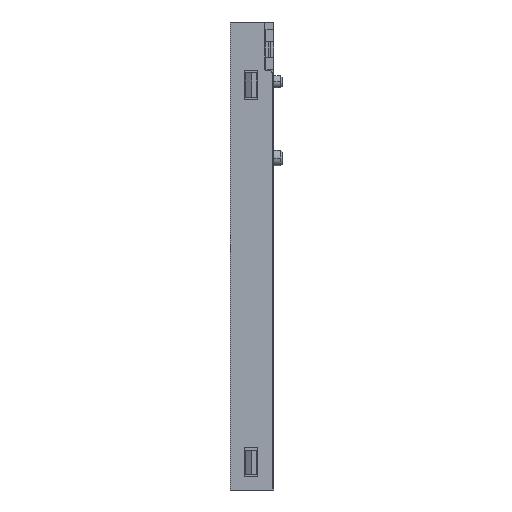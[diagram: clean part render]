
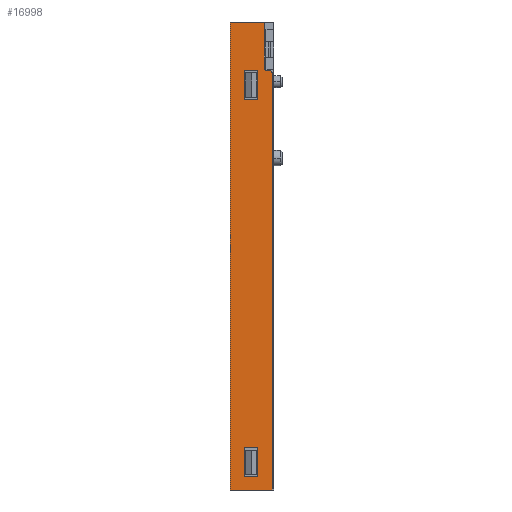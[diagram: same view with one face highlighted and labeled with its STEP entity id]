
A CAD part, left-side view. The second image highlights one B-rep face of the part: STEP entity #16998.
In plain terms, the highlighted planar face has unit normal (-1, 0, 0).
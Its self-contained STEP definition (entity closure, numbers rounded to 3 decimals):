
#76=DIRECTION('',(0.,1.,0.));
#77=VECTOR('',#76,2.1);
#78=CARTESIAN_POINT('',(-14.625,-0.575,0.));
#79=LINE('',#78,#77);
#1252=DIRECTION('',(0.,0.,1.));
#1253=VECTOR('',#1252,30.6);
#1254=CARTESIAN_POINT('',(-14.625,1.525,-30.6));
#1255=LINE('',#1254,#1253);
#5732=DIRECTION('',(0.,-1.,0.));
#5733=VECTOR('',#5732,2.75);
#5734=CARTESIAN_POINT('',(-14.625,1.525,-30.6));
#5735=LINE('',#5734,#5733);
#5780=DIRECTION('',(0.,0.,1.));
#5781=VECTOR('',#5780,1.9);
#5782=CARTESIAN_POINT('',(-14.625,0.575,-29.75));
#5783=LINE('',#5782,#5781);
#5784=DIRECTION('',(0.,1.,0.));
#5785=VECTOR('',#5784,0.85);
#5786=CARTESIAN_POINT('',(-14.625,-0.275,-29.75));
#5787=LINE('',#5786,#5785);
#5788=DIRECTION('',(0.,0.,-1.));
#5789=VECTOR('',#5788,1.9);
#5790=CARTESIAN_POINT('',(-14.625,-0.275,-27.85));
#5791=LINE('',#5790,#5789);
#5792=DIRECTION('',(0.,-1.,0.));
#5793=VECTOR('',#5792,0.85);
#5794=CARTESIAN_POINT('',(-14.625,0.575,-27.85));
#5795=LINE('',#5794,#5793);
#5796=DIRECTION('',(0.,1.,0.));
#5797=VECTOR('',#5796,0.85);
#5798=CARTESIAN_POINT('',(-14.625,-0.275,-5.075));
#5799=LINE('',#5798,#5797);
#5800=DIRECTION('',(0.,0.,-1.));
#5801=VECTOR('',#5800,1.9);
#5802=CARTESIAN_POINT('',(-14.625,-0.275,-3.175));
#5803=LINE('',#5802,#5801);
#5804=DIRECTION('',(0.,-1.,0.));
#5805=VECTOR('',#5804,0.85);
#5806=CARTESIAN_POINT('',(-14.625,0.575,-3.175));
#5807=LINE('',#5806,#5805);
#5808=DIRECTION('',(0.,0.,1.));
#5809=VECTOR('',#5808,1.9);
#5810=CARTESIAN_POINT('',(-14.625,0.575,-5.075));
#5811=LINE('',#5810,#5809);
#5812=CARTESIAN_POINT('',(-14.625,-0.575,-0.15));
#5813=DIRECTION('',(-1.,0.,0.));
#5814=DIRECTION('',(0.,-1.,0.));
#5815=AXIS2_PLACEMENT_3D('',#5812,#5813,#5814);
#5817=DIRECTION('',(0.,0.,1.));
#5818=VECTOR('',#5817,2.875);
#5819=CARTESIAN_POINT('',(-14.625,-0.725,-3.025));
#5820=LINE('',#5819,#5818);
#5821=CARTESIAN_POINT('',(-14.625,-0.875,-3.025));
#5822=DIRECTION('',(1.,0.,0.));
#5823=DIRECTION('',(0.,0.,-1.));
#5824=AXIS2_PLACEMENT_3D('',#5821,#5822,#5823);
#5826=DIRECTION('',(0.,1.,0.));
#5827=VECTOR('',#5826,0.2);
#5828=CARTESIAN_POINT('',(-14.625,-1.075,-3.175));
#5829=LINE('',#5828,#5827);
#5830=CARTESIAN_POINT('',(-14.625,-1.075,-3.325));
#5831=DIRECTION('',(-1.,0.,0.));
#5832=DIRECTION('',(0.,-1.,0.));
#5833=AXIS2_PLACEMENT_3D('',#5830,#5831,#5832);
#5835=DIRECTION('',(0.,0.,1.));
#5836=VECTOR('',#5835,27.275);
#5837=CARTESIAN_POINT('',(-14.625,-1.225,-30.6));
#5838=LINE('',#5837,#5836);
#7853=CARTESIAN_POINT('',(-14.625,1.525,-30.6));
#7854=VERTEX_POINT('',#7853);
#7855=CARTESIAN_POINT('',(-14.625,1.525,0.));
#7856=VERTEX_POINT('',#7855);
#8853=CARTESIAN_POINT('',(-14.625,-1.075,-3.175));
#8854=CARTESIAN_POINT('',(-14.625,-0.875,-3.175));
#8855=VERTEX_POINT('',#8853);
#8856=VERTEX_POINT('',#8854);
#8857=CARTESIAN_POINT('',(-14.625,-0.725,-3.025));
#8858=VERTEX_POINT('',#8857);
#8859=CARTESIAN_POINT('',(-14.625,-0.725,-0.15));
#8860=VERTEX_POINT('',#8859);
#8861=CARTESIAN_POINT('',(-14.625,-0.575,0.));
#8862=VERTEX_POINT('',#8861);
#8863=CARTESIAN_POINT('',(-14.625,-1.225,-30.6));
#8864=CARTESIAN_POINT('',(-14.625,-1.225,-3.325));
#8865=VERTEX_POINT('',#8863);
#8866=VERTEX_POINT('',#8864);
#8867=CARTESIAN_POINT('',(-14.625,-0.275,-5.075));
#8868=CARTESIAN_POINT('',(-14.625,0.575,-5.075));
#8869=VERTEX_POINT('',#8867);
#8870=VERTEX_POINT('',#8868);
#8871=CARTESIAN_POINT('',(-14.625,0.575,-3.175));
#8872=VERTEX_POINT('',#8871);
#8873=CARTESIAN_POINT('',(-14.625,-0.275,-3.175));
#8874=VERTEX_POINT('',#8873);
#8875=CARTESIAN_POINT('',(-14.625,0.575,-29.75));
#8876=CARTESIAN_POINT('',(-14.625,0.575,-27.85));
#8877=VERTEX_POINT('',#8875);
#8878=VERTEX_POINT('',#8876);
#8879=CARTESIAN_POINT('',(-14.625,-0.275,-27.85));
#8880=VERTEX_POINT('',#8879);
#8881=CARTESIAN_POINT('',(-14.625,-0.275,-29.75));
#8882=VERTEX_POINT('',#8881);
#16956=CARTESIAN_POINT('',(-14.625,1.325,-30.6));
#16957=DIRECTION('',(-1.,0.,0.));
#16958=DIRECTION('',(0.,0.,1.));
#16959=AXIS2_PLACEMENT_3D('',#16956,#16957,#16958);
#16960=PLANE('',#16959);
#16961=ORIENTED_EDGE('',*,*,#9644,.F.);
#16963=ORIENTED_EDGE('',*,*,#16962,.F.);
#16965=ORIENTED_EDGE('',*,*,#16964,.F.);
#16967=ORIENTED_EDGE('',*,*,#16966,.F.);
#16969=ORIENTED_EDGE('',*,*,#16968,.F.);
#16971=ORIENTED_EDGE('',*,*,#16970,.F.);
#16973=ORIENTED_EDGE('',*,*,#16972,.F.);
#16974=ORIENTED_EDGE('',*,*,#16917,.F.);
#16975=ORIENTED_EDGE('',*,*,#10212,.T.);
#16976=EDGE_LOOP('',(#16961,#16963,#16965,#16967,#16969,#16971,#16973,#16974,
#16975));
#16977=FACE_OUTER_BOUND('',#16976,.F.);
#16979=ORIENTED_EDGE('',*,*,#16978,.F.);
#16981=ORIENTED_EDGE('',*,*,#16980,.F.);
#16983=ORIENTED_EDGE('',*,*,#16982,.F.);
#16985=ORIENTED_EDGE('',*,*,#16984,.F.);
#16986=EDGE_LOOP('',(#16979,#16981,#16983,#16985));
#16987=FACE_BOUND('',#16986,.F.);
#16989=ORIENTED_EDGE('',*,*,#16988,.F.);
#16991=ORIENTED_EDGE('',*,*,#16990,.F.);
#16993=ORIENTED_EDGE('',*,*,#16992,.F.);
#16995=ORIENTED_EDGE('',*,*,#16994,.F.);
#16996=EDGE_LOOP('',(#16989,#16991,#16993,#16995));
#16997=FACE_BOUND('',#16996,.F.);
#16998=ADVANCED_FACE('',(#16977,#16987,#16997),#16960,.T.);
#5816=CIRCLE('',#5815,0.15);
#5825=CIRCLE('',#5824,0.15);
#5834=CIRCLE('',#5833,0.15);
#9644=EDGE_CURVE('',#8862,#7856,#79,.T.);
#10212=EDGE_CURVE('',#7854,#7856,#1255,.T.);
#16917=EDGE_CURVE('',#7854,#8865,#5735,.T.);
#16962=EDGE_CURVE('',#8860,#8862,#5816,.T.);
#16964=EDGE_CURVE('',#8858,#8860,#5820,.T.);
#16966=EDGE_CURVE('',#8856,#8858,#5825,.T.);
#16968=EDGE_CURVE('',#8855,#8856,#5829,.T.);
#16970=EDGE_CURVE('',#8866,#8855,#5834,.T.);
#16972=EDGE_CURVE('',#8865,#8866,#5838,.T.);
#16978=EDGE_CURVE('',#8877,#8878,#5783,.T.);
#16980=EDGE_CURVE('',#8882,#8877,#5787,.T.);
#16982=EDGE_CURVE('',#8880,#8882,#5791,.T.);
#16984=EDGE_CURVE('',#8878,#8880,#5795,.T.);
#16988=EDGE_CURVE('',#8869,#8870,#5799,.T.);
#16990=EDGE_CURVE('',#8874,#8869,#5803,.T.);
#16992=EDGE_CURVE('',#8872,#8874,#5807,.T.);
#16994=EDGE_CURVE('',#8870,#8872,#5811,.T.);
